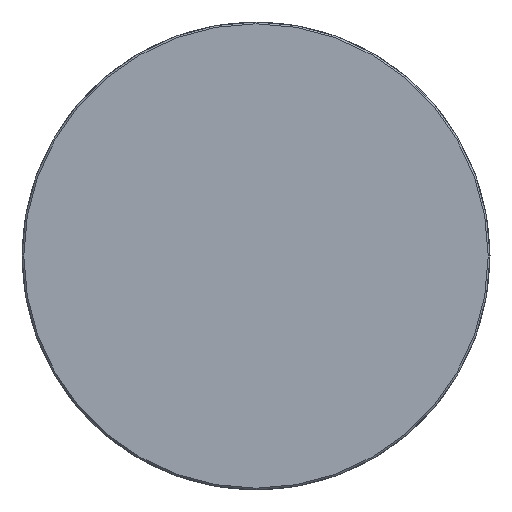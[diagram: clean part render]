
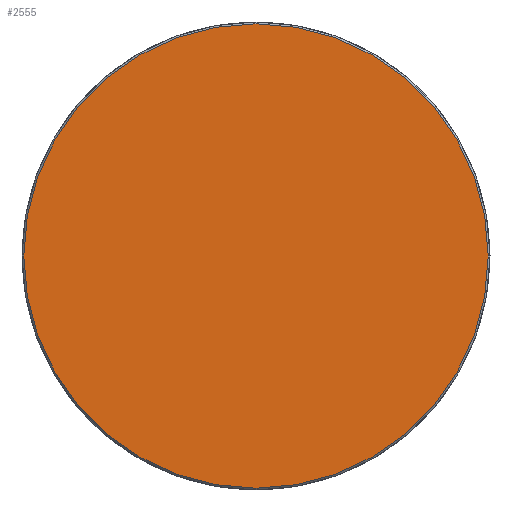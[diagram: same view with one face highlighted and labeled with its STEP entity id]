
A CAD part, left-side view. The second image highlights one B-rep face of the part: STEP entity #2555.
In plain terms, the highlighted planar face has unit normal (-1, 0, 0).
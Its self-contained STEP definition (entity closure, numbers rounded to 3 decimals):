
#132 = DIRECTION ( 'NONE',  ( 0., 1., 0. ) ) ;
#300 = CARTESIAN_POINT ( 'NONE',  ( -250.3, 129., 0. ) ) ;
#325 = ORIENTED_EDGE ( 'NONE', *, *, #1123, .T. ) ;
#513 = VERTEX_POINT ( 'NONE', #1578 ) ;
#727 = CARTESIAN_POINT ( 'NONE',  ( -250.3, 0., 0. ) ) ;
#802 = AXIS2_PLACEMENT_3D ( 'NONE', #1450, #1459, #2250 ) ;
#1123 = EDGE_CURVE ( 'NONE', #513, #2325, #1180, .T. ) ;
#1180 = CIRCLE ( 'NONE', #1912, 129. ) ;
#1283 = DIRECTION ( 'NONE',  ( -1., 0., 0. ) ) ;
#1450 = CARTESIAN_POINT ( 'NONE',  ( -250.3, -130.548, 130.548 ) ) ;
#1459 = DIRECTION ( 'NONE',  ( 1., 0., 0. ) ) ;
#1541 = DIRECTION ( 'NONE',  ( 0., 1., 0. ) ) ;
#1578 = CARTESIAN_POINT ( 'NONE',  ( -250.3, -129., 0. ) ) ;
#1711 = ORIENTED_EDGE ( 'NONE', *, *, #2712, .T. ) ;
#1749 = DIRECTION ( 'NONE',  ( -1., 0., 0. ) ) ;
#1869 = FACE_OUTER_BOUND ( 'NONE', #3316, .T. ) ;
#1912 = AXIS2_PLACEMENT_3D ( 'NONE', #727, #1283, #1541 ) ;
#2016 = CARTESIAN_POINT ( 'NONE',  ( -250.3, 0., 0. ) ) ;
#2250 = DIRECTION ( 'NONE',  ( 0., 0., -1. ) ) ;
#2325 = VERTEX_POINT ( 'NONE', #300 ) ;
#2517 = PLANE ( 'NONE',  #802 ) ;
#2555 = ADVANCED_FACE ( 'NONE', ( #1869 ), #2517, .F. ) ;
#2624 = AXIS2_PLACEMENT_3D ( 'NONE', #2016, #1749, #132 ) ;
#2712 = EDGE_CURVE ( 'NONE', #2325, #513, #2812, .T. ) ;
#2812 = CIRCLE ( 'NONE', #2624, 129. ) ;
#3316 = EDGE_LOOP ( 'NONE', ( #1711, #325 ) ) ;
